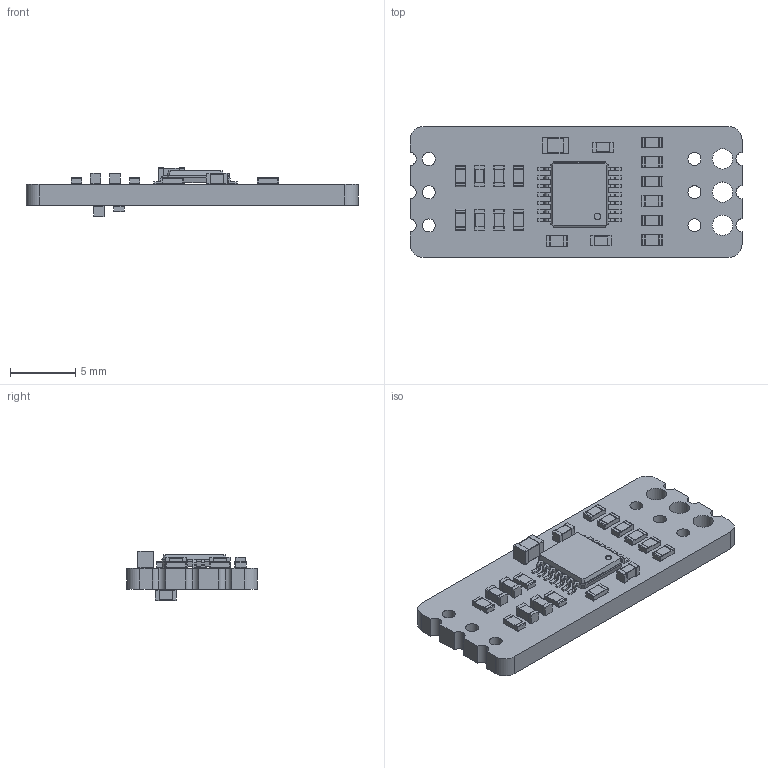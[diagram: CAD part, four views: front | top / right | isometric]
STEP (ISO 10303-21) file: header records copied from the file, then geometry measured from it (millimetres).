
FILE_DESCRIPTION(('KiCad electronic assembly'),'2;1');
FILE_NAME('BioAmp-EXG-Pill.step','2021-10-31T21:18:35',('An Author'),( 'A Company'),'Open CASCADE STEP processor 7.3', 'KiCad to STEP converter','Unknown');
FILE_SCHEMA(('AUTOMOTIVE_DESIGN { 1 0 10303 214 1 1 1 1 }'));
Length unit declared in the file: millimetre
Products named in the file (10): Open CASCADE STEP translator 7.3 1; R_0603_1608Metric; SOLID; C_0603_1608Metric; TSSOP-14_4.4x5mm_P0.65mm; C_0805_2012Metric; COMPOUND
Assembly tree (26 placements, depth 3):
  Open CASCADE STEP translator 7.3 1
    R_0603_1608Metric  x12
      SOLID
    C_0603_1608Metric  x7
      SOLID
    TSSOP-14_4.4x5mm_P0.65mm
      SOLID
    C_0805_2012Metric
      SOLID
    COMPOUND
Bounding box: 25.4 x 10 x 3.75 mm (x, y, z)
Volume: 420.4 mm3; surface area: 836.4 mm2
Topology: 22 solids, 22 shells, 816 faces, 2137 edges, 1382 vertices
Faces by surface type: plane 507, cylinder 271, bspline 38
Full cylindrical faces by diameter (mm): 0.5 x1, 1 x6, 1.55 x3
Entity records: 26300 total; most frequent: CARTESIAN_POINT 4650, DIRECTION 3569, LINE 2289, VECTOR 2289, ORIENTED_EDGE 1914, PCURVE 1914, DEFINITIONAL_REPRESENTATION 1914, EDGE_CURVE 957
